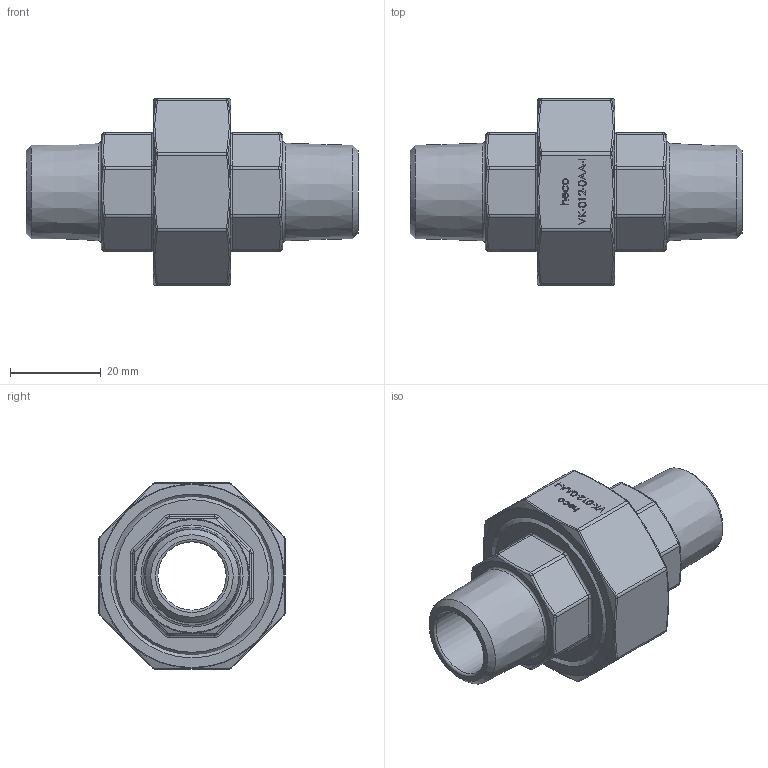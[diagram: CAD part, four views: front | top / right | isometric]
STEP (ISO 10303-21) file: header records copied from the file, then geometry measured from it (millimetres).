
FILE_DESCRIPTION (( 'STEP AP214' ), '1' );
FILE_NAME ('VK-012-0AA-I Verschraubung konisch 2202.STEP', '2022-02-03T08:41:41', ( '' ), ( '' ), 'SwSTEP 2.0', 'SolidWorks 2019', '' );
FILE_SCHEMA (( 'AUTOMOTIVE_DESIGN' ));
Length unit declared in the file: millimetre
Products named in the file (1): VK-012-0AA-I Verschraubung konisch 2202
Bounding box: 73 x 41 x 41 mm (x, y, z)
Volume: 30792.2 mm3; surface area: 17701.4 mm2
Topology: 3 solids, 3 shells, 377 faces, 902 edges, 561 vertices
Faces by surface type: plane 141, bspline 123, cylinder 51, torus 45, cone 17
Full cylindrical faces by diameter (mm): 15 x2, 18 x2, 22 x2, 29.5 x1, 30 x1, 33.5 x1, 33.84 x1, 36 x1
Entity records: 19235 total; most frequent: CARTESIAN_POINT 7441, ORIENTED_EDGE 1648, DIRECTION 1284, EDGE_CURVE 824, VERTEX_POINT 540, EDGE_LOOP 470, AXIS2_PLACEMENT_3D 451, FACE_OUTER_BOUND 417
